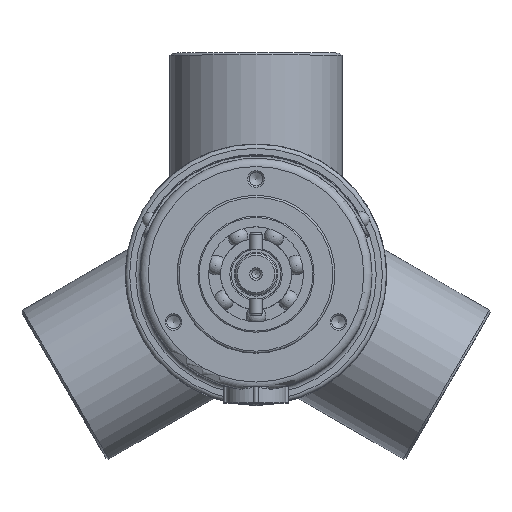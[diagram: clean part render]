
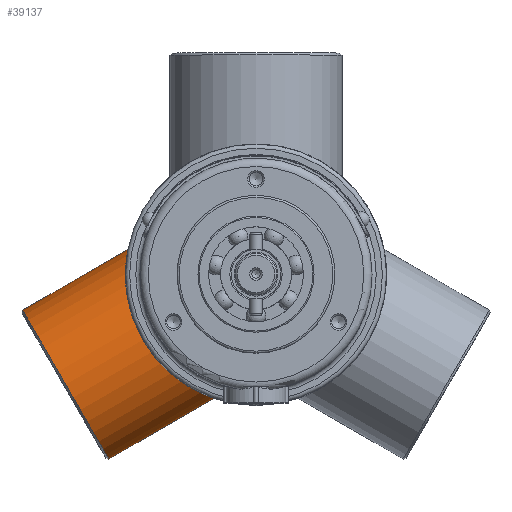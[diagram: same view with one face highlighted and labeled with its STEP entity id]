
A CAD part, top view. The second image highlights one B-rep face of the part: STEP entity #39137.
In plain terms, the highlighted cylindrical face has radius 20.75 mm (diameter 41.5 mm), a full revolution.
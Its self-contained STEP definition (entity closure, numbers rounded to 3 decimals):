
#2610=B_SPLINE_CURVE_WITH_KNOTS('',3,(#60631,#60632,#60633,#60634,#60635,
#60636,#60637,#60638,#60639,#60640,#60641,#60642,#60643,#60644,#60645,#60646,
#60647,#60648,#60649,#60650,#60651),.UNSPECIFIED.,.F.,.F.,(4,1,1,1,1,1,
1,1,1,1,1,1,1,1,1,1,1,1,4),(-1.558,-1.469,-1.38,
-1.336,-1.291,-1.202,-1.201,
-1.199,-1.197,-1.191,-1.18,
-1.169,-1.158,-1.113,-1.069,
-1.024,-0.98,-0.957,-0.935),
 .UNSPECIFIED.);
#2611=B_SPLINE_CURVE_WITH_KNOTS('',3,(#60652,#60653,#60654,#60655,#60656,
#60657,#60658,#60659,#60660,#60661),.UNSPECIFIED.,.F.,.F.,(4,1,1,1,1,1,
1,4),(-0.935,-0.846,-0.712,-0.668,
-0.579,-0.49,-0.401,-0.312),
 .UNSPECIFIED.);
#4497=FACE_OUTER_BOUND('',#6873,.T.);
#6873=EDGE_LOOP('',(#27775,#27776,#27777,#27778,#27779,#27780,#27781,#27782,
#27783));
#9294=CIRCLE('',#42066,20.75);
#9295=CIRCLE('',#42067,20.75);
#9296=CIRCLE('',#42068,20.75);
#10723=LINE('',#60665,#13216);
#10724=LINE('',#60667,#13217);
#13216=VECTOR('',#47053,20.75);
#13217=VECTOR('',#47054,20.75);
#16213=VERTEX_POINT('',#60599);
#16215=VERTEX_POINT('',#60630);
#16216=VERTEX_POINT('',#60663);
#16217=VERTEX_POINT('',#60666);
#16218=VERTEX_POINT('',#60668);
#20505=EDGE_CURVE('',#16213,#16215,#2610,.T.);
#20506=EDGE_CURVE('',#16215,#16213,#2611,.T.);
#20507=EDGE_CURVE('',#16216,#16216,#9294,.T.);
#20508=EDGE_CURVE('',#16216,#16215,#10723,.T.);
#20509=EDGE_CURVE('',#16213,#16217,#10724,.T.);
#20510=EDGE_CURVE('',#16218,#16217,#9295,.T.);
#20511=EDGE_CURVE('',#16217,#16218,#9296,.T.);
#27775=ORIENTED_EDGE('',*,*,#20507,.F.);
#27776=ORIENTED_EDGE('',*,*,#20508,.T.);
#27777=ORIENTED_EDGE('',*,*,#20505,.F.);
#27778=ORIENTED_EDGE('',*,*,#20509,.T.);
#27779=ORIENTED_EDGE('',*,*,#20510,.F.);
#27780=ORIENTED_EDGE('',*,*,#20511,.F.);
#27781=ORIENTED_EDGE('',*,*,#20509,.F.);
#27782=ORIENTED_EDGE('',*,*,#20506,.F.);
#27783=ORIENTED_EDGE('',*,*,#20508,.F.);
#36010=CYLINDRICAL_SURFACE('',#42065,20.75);
#39137=ADVANCED_FACE('',(#4497),#36010,.T.);
#42065=AXIS2_PLACEMENT_3D('',#60662,#47049,#47050);
#42066=AXIS2_PLACEMENT_3D('',#60664,#47051,#47052);
#42067=AXIS2_PLACEMENT_3D('',#60669,#47055,#47056);
#42068=AXIS2_PLACEMENT_3D('',#60670,#47057,#47058);
#47049=DIRECTION('center_axis',(0.866,0.5,0.));
#47050=DIRECTION('ref_axis',(0.,0.,
1.));
#47051=DIRECTION('center_axis',(0.866,0.5,0.));
#47052=DIRECTION('ref_axis',(0.,0.,
1.));
#47053=DIRECTION('',(-0.866,-0.5,0.));
#47054=DIRECTION('',(-0.866,-0.5,0.));
#47055=DIRECTION('center_axis',(-0.866,-0.5,0.));
#47056=DIRECTION('ref_axis',(0.,0.,
-1.));
#47057=DIRECTION('center_axis',(-0.866,-0.5,0.));
#47058=DIRECTION('ref_axis',(0.,0.,
-1.));
#60599=CARTESIAN_POINT('',(-44.918,-25.934,-99.));
#60630=CARTESIAN_POINT('',(-40.819,-23.565,-99.));
#60631=CARTESIAN_POINT('Ctrl Pts',(-44.918,-25.934,
-99.));
#60632=CARTESIAN_POINT('Ctrl Pts',(-45.088,-25.639,
-99.));
#60633=CARTESIAN_POINT('Ctrl Pts',(-45.311,-24.917,
-98.98));
#60634=CARTESIAN_POINT('Ctrl Pts',(-45.168,-24.037,
-98.926));
#60635=CARTESIAN_POINT('Ctrl Pts',(-44.84,-23.405,
-98.889));
#60636=CARTESIAN_POINT('Ctrl Pts',(-44.355,-22.848,
-98.862));
#60637=CARTESIAN_POINT('Ctrl Pts',(-43.91,-22.594,
-98.862));
#60638=CARTESIAN_POINT('Ctrl Pts',(-43.557,-22.485,-98.872));
#60639=CARTESIAN_POINT('Ctrl Pts',(-43.535,-22.479,
-98.872));
#60640=CARTESIAN_POINT('Ctrl Pts',(-43.498,-22.468,
-98.873));
#60641=CARTESIAN_POINT('Ctrl Pts',(-43.422,-22.448,
-98.876));
#60642=CARTESIAN_POINT('Ctrl Pts',(-43.312,-22.423,-98.879));
#60643=CARTESIAN_POINT('Ctrl Pts',(-43.178,-22.402,
-98.884));
#60644=CARTESIAN_POINT('Ctrl Pts',(-42.909,-22.374,-98.896));
#60645=CARTESIAN_POINT('Ctrl Pts',(-42.5,-22.393,
-98.918));
#60646=CARTESIAN_POINT('Ctrl Pts',(-42.01,-22.524,
-98.947));
#60647=CARTESIAN_POINT('Ctrl Pts',(-41.527,-22.774,-98.976));
#60648=CARTESIAN_POINT('Ctrl Pts',(-41.184,-23.07,-98.992));
#60649=CARTESIAN_POINT('Ctrl Pts',(-40.957,-23.347,
-98.999));
#60650=CARTESIAN_POINT('Ctrl Pts',(-40.863,-23.489,-99.));
#60651=CARTESIAN_POINT('Ctrl Pts',(-40.82,-23.563,
-99.));
#60652=CARTESIAN_POINT('Ctrl Pts',(-40.82,-23.563,
-99.));
#60653=CARTESIAN_POINT('Ctrl Pts',(-40.649,-23.861,
-99.));
#60654=CARTESIAN_POINT('Ctrl Pts',(-40.376,-24.752,
-98.975));
#60655=CARTESIAN_POINT('Ctrl Pts',(-40.653,-25.817,
-98.902));
#60656=CARTESIAN_POINT('Ctrl Pts',(-41.372,-26.646,
-98.862));
#60657=CARTESIAN_POINT('Ctrl Pts',(-42.127,-27.085,
-98.862));
#60658=CARTESIAN_POINT('Ctrl Pts',(-43.246,-27.172,
-98.915));
#60659=CARTESIAN_POINT('Ctrl Pts',(-44.23,-26.78,
-98.98));
#60660=CARTESIAN_POINT('Ctrl Pts',(-44.748,-26.228,
-99.));
#60661=CARTESIAN_POINT('Ctrl Pts',(-44.918,-25.934,
-99.));
#60662=CARTESIAN_POINT('Origin',(-43.518,-25.125,-78.25));
#60663=CARTESIAN_POINT('',(-20.352,-11.75,-99.));
#60664=CARTESIAN_POINT('Origin',(-20.352,-11.75,-78.25));
#60665=CARTESIAN_POINT('',(-43.518,-25.125,-99.));
#60666=CARTESIAN_POINT('',(-45.899,-26.5,-99.));
#60667=CARTESIAN_POINT('',(-43.518,-25.125,-99.));
#60668=CARTESIAN_POINT('',(-45.899,-26.5,-57.5));
#60669=CARTESIAN_POINT('Origin',(-45.899,-26.5,-78.25));
#60670=CARTESIAN_POINT('Origin',(-45.899,-26.5,-78.25));
